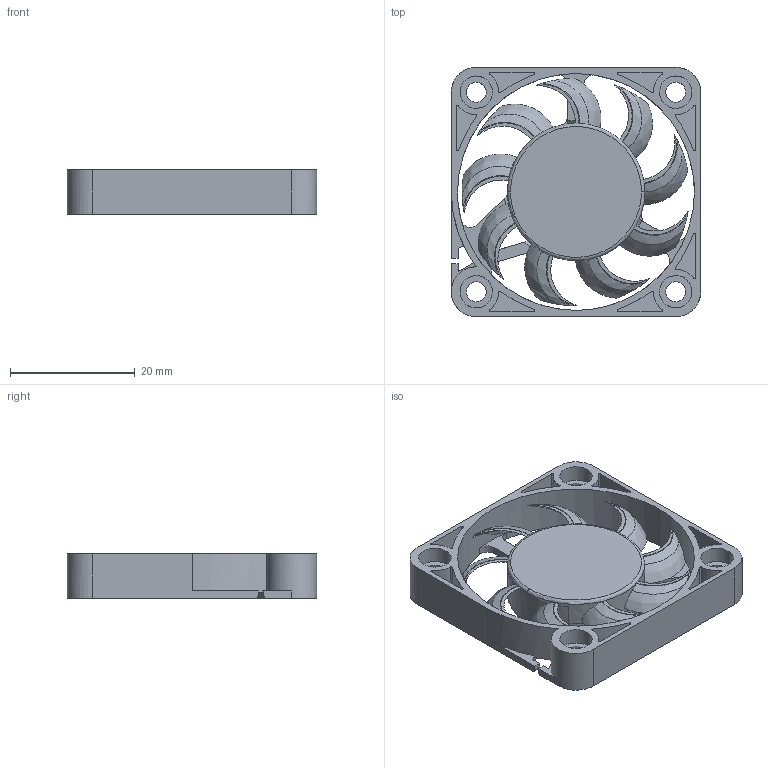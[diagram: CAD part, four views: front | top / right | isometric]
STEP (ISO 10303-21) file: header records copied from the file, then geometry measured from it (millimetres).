
FILE_DESCRIPTION(/* description */ (''),/* implementation_level */ '2;1');
FILE_NAME(/* name */ 'HD-4007',/* time_stamp */ '2023-06-28T15:17:42+08:00',/* author */ (''),/* organization */ (''),/* preprocessor_version */ 'ST-DEVELOPER v9',/* originating_system */ 'UGS - NX 4.0',/* authorisation */ '');
FILE_SCHEMA (('CONFIG_CONTROL_DESIGN'));
Products named in the file (1): 53033118ybng
Bounding box: 40 x 40 x 7.2 mm (x, y, z)
Volume: 4937.1 mm3; surface area: 6190.6 mm2
Topology: 1 solids, 1 shells, 207 faces, 574 edges, 376 vertices
Faces by surface type: cylinder 91, plane 56, bspline 54, cone 4, torus 2
Full cylindrical faces by diameter (mm): 22 x1
Entity records: 40145 total; most frequent: CARTESIAN_POINT 35648, ORIENTED_EDGE 1146, EDGE_CURVE 573, DIRECTION 513, B_SPLINE_CURVE_WITH_KNOTS 377, VERTEX_POINT 376, EDGE_LOOP 231, ADVANCED_FACE 207
